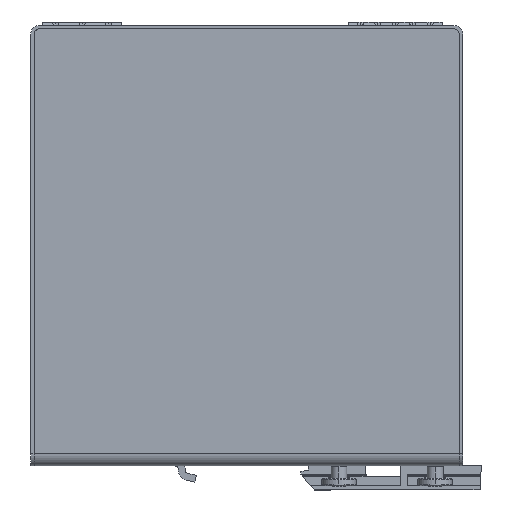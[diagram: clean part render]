
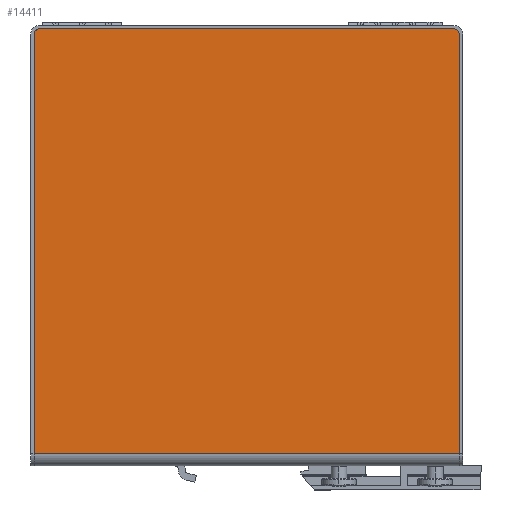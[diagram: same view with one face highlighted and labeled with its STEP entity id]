
A CAD part, left-side view. The second image highlights one B-rep face of the part: STEP entity #14411.
In plain terms, the highlighted planar face has unit normal (-1, 0, 0).
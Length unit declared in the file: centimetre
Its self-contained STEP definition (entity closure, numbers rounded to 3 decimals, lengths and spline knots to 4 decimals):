
#591=VECTOR('',#16611,1.);
#593=VECTOR('',#16618,1.);
#597=VECTOR('',#16629,1.);
#600=VECTOR('',#16639,1.);
#2269=LINE('',#19972,#591);
#2271=LINE('',#19980,#593);
#2275=LINE('',#19992,#597);
#2278=LINE('',#20003,#600);
#3944=VERTEX_POINT('',#19971);
#3945=VERTEX_POINT('',#19973);
#3947=VERTEX_POINT('',#19979);
#3948=VERTEX_POINT('',#19981);
#3951=VERTEX_POINT('',#19989);
#3952=VERTEX_POINT('',#19993);
#5262=CIRCLE('',#15394,0.16);
#5265=CIRCLE('',#15399,0.16);
#5674=EDGE_CURVE('',#3945,#3944,#2269,.T.);
#5679=EDGE_CURVE('',#3948,#3947,#2271,.T.);
#5683=EDGE_CURVE('',#3948,#3951,#5262,.T.);
#5685=EDGE_CURVE('',#3952,#3951,#2275,.T.);
#5690=EDGE_CURVE('',#3945,#3947,#5265,.T.);
#5691=EDGE_CURVE('',#3952,#3944,#2278,.T.);
#8035=ORIENTED_EDGE('',*,*,#5683,.F.);
#8036=ORIENTED_EDGE('',*,*,#5679,.T.);
#8037=ORIENTED_EDGE('',*,*,#5690,.F.);
#8038=ORIENTED_EDGE('',*,*,#5674,.T.);
#8039=ORIENTED_EDGE('',*,*,#5691,.F.);
#8040=ORIENTED_EDGE('',*,*,#5685,.T.);
#12334=EDGE_LOOP('',(#8035,#8036,#8037,#8038,#8039,#8040));
#13377=FACE_BOUND('',#12334,.T.);
#14411=ADVANCED_FACE('',(#13377),#24155,.T.);
#15394=AXIS2_PLACEMENT_3D('',#19988,#16625,#16626);
#15398=AXIS2_PLACEMENT_3D('',#20001,#16636,$);
#15399=AXIS2_PLACEMENT_3D('',#20002,#16637,#16638);
#16611=DIRECTION('',(0.,0.,-1.));
#16618=DIRECTION('',(0.,1.,0.));
#16625=DIRECTION('',(1.,0.,0.));
#16626=DIRECTION('',(0.,-0.113,0.113));
#16629=DIRECTION('',(0.,0.,1.));
#16636=DIRECTION('',(-1.,0.,0.));
#16637=DIRECTION('',(1.,0.,0.));
#16638=DIRECTION('',(0.,0.113,0.113));
#16639=DIRECTION('',(0.,1.,0.));
#19971=CARTESIAN_POINT('',(-3.5,12.37,-6.01));
#19972=CARTESIAN_POINT('',(-3.5,12.37,-6.36));
#19973=CARTESIAN_POINT('',(-3.5,12.37,6.2));
#19979=CARTESIAN_POINT('',(-3.5,12.21,6.36));
#19980=CARTESIAN_POINT('',(-3.5,0.,6.36));
#19981=CARTESIAN_POINT('',(-3.5,0.16,6.36));
#19988=CARTESIAN_POINT('',(-3.5,0.16,6.2));
#19989=CARTESIAN_POINT('',(-3.5,0.,6.2));
#19992=CARTESIAN_POINT('',(-3.5,0.,-6.36));
#19993=CARTESIAN_POINT('',(-3.5,0.,-6.01));
#20001=CARTESIAN_POINT('',(-3.5,0.,0.));
#20002=CARTESIAN_POINT('',(-3.5,12.21,6.2));
#20003=CARTESIAN_POINT('',(-3.5,0.,-6.01));
#24155=PLANE('',#15398);
